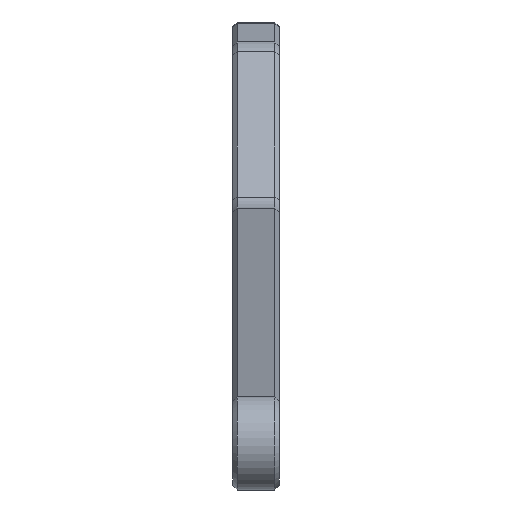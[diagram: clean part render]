
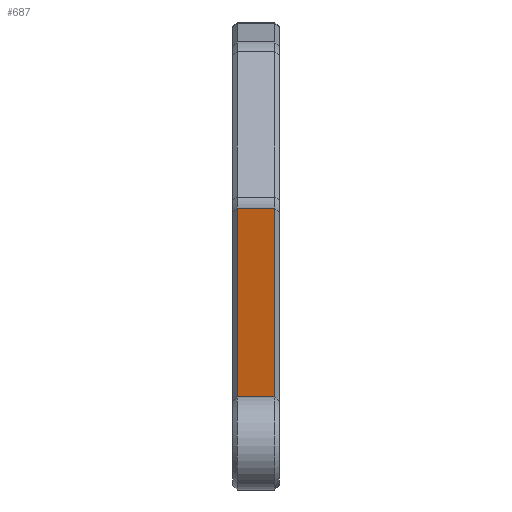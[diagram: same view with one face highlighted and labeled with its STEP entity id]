
A CAD part, left-side view. The second image highlights one B-rep face of the part: STEP entity #687.
In plain terms, the highlighted planar face has unit normal (-0.122, 0, 0.993).
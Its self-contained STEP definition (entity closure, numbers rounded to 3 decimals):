
#40 = CARTESIAN_POINT ( 'NONE',  ( -391.219, -4., -70.075 ) ) ;
#78 = DIRECTION ( 'NONE',  ( 0., -1., 0. ) ) ;
#137 = CARTESIAN_POINT ( 'NONE',  ( -391.219, 4., -70.075 ) ) ;
#163 = EDGE_CURVE ( 'NONE', #931, #1153, #843, .T. ) ;
#179 = DIRECTION ( 'NONE',  ( 0.122, 0., -0.993 ) ) ;
#198 = CARTESIAN_POINT ( 'NONE',  ( -63.019, -4., -29.777 ) ) ;
#201 = EDGE_LOOP ( 'NONE', ( #441, #1383, #689, #1307 ) ) ;
#210 = DIRECTION ( 'NONE',  ( -0.993, 0., -0.122 ) ) ;
#358 = CARTESIAN_POINT ( 'NONE',  ( -63.019, 4., -29.777 ) ) ;
#441 = ORIENTED_EDGE ( 'NONE', *, *, #163, .T. ) ;
#527 = CARTESIAN_POINT ( 'NONE',  ( -391.219, 4., -70.075 ) ) ;
#537 = VECTOR ( 'NONE', #1589, 1000. ) ;
#545 = LINE ( 'NONE', #40, #537 ) ;
#557 = CARTESIAN_POINT ( 'NONE',  ( -63.019, 5., -29.777 ) ) ;
#687 = ADVANCED_FACE ( 'NONE', ( #833 ), #1089, .F. ) ;
#689 = ORIENTED_EDGE ( 'NONE', *, *, #719, .T. ) ;
#719 = EDGE_CURVE ( 'NONE', #1462, #1265, #1275, .T. ) ;
#746 = DIRECTION ( 'NONE',  ( 0., 1., 0. ) ) ;
#833 = FACE_OUTER_BOUND ( 'NONE', #201, .T. ) ;
#843 = LINE ( 'NONE', #1497, #1215 ) ;
#931 = VERTEX_POINT ( 'NONE', #527 ) ;
#951 = DIRECTION ( 'NONE',  ( -0.993, 0., -0.122 ) ) ;
#1006 = CARTESIAN_POINT ( 'NONE',  ( -391.219, -4., -70.075 ) ) ;
#1086 = EDGE_CURVE ( 'NONE', #1153, #1462, #545, .T. ) ;
#1089 = PLANE ( 'NONE',  #1600 ) ;
#1153 = VERTEX_POINT ( 'NONE', #1006 ) ;
#1193 = LINE ( 'NONE', #137, #1686 ) ;
#1215 = VECTOR ( 'NONE', #78, 1000. ) ;
#1255 = VECTOR ( 'NONE', #746, 1000. ) ;
#1265 = VERTEX_POINT ( 'NONE', #358 ) ;
#1275 = LINE ( 'NONE', #557, #1255 ) ;
#1307 = ORIENTED_EDGE ( 'NONE', *, *, #1434, .T. ) ;
#1383 = ORIENTED_EDGE ( 'NONE', *, *, #1086, .T. ) ;
#1392 = CARTESIAN_POINT ( 'NONE',  ( -391.219, 5., -70.075 ) ) ;
#1434 = EDGE_CURVE ( 'NONE', #1265, #931, #1193, .T. ) ;
#1462 = VERTEX_POINT ( 'NONE', #198 ) ;
#1497 = CARTESIAN_POINT ( 'NONE',  ( -391.219, 5., -70.075 ) ) ;
#1589 = DIRECTION ( 'NONE',  ( 0.993, 0., 0.122 ) ) ;
#1600 = AXIS2_PLACEMENT_3D ( 'NONE', #1392, #179, #210 ) ;
#1686 = VECTOR ( 'NONE', #951, 1000. ) ;
